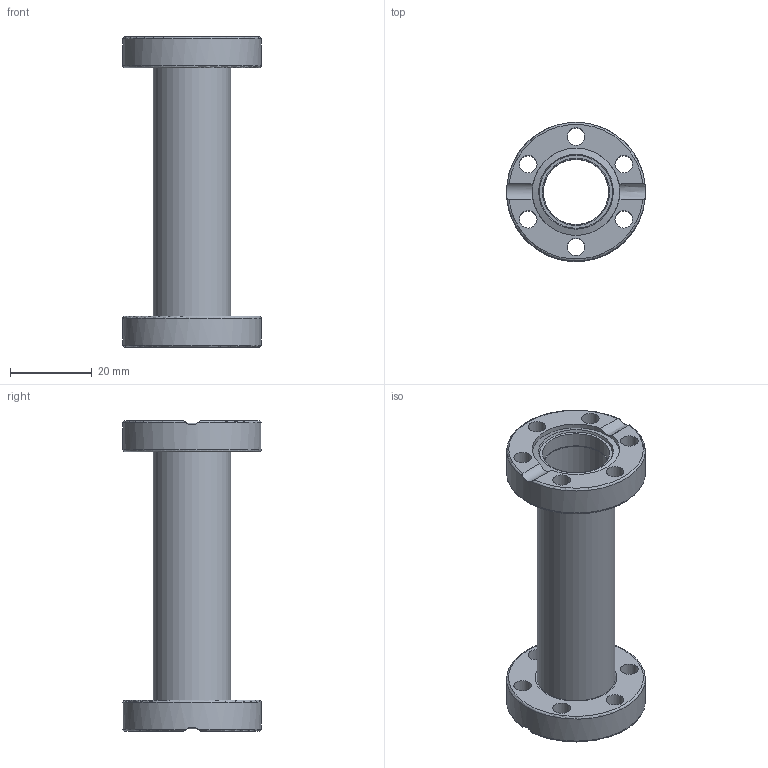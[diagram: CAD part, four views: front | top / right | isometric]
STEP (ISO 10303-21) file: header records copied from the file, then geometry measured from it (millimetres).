
FILE_DESCRIPTION((''),'2;1');
FILE_NAME('SC16-304.stp','2009-04-15T09:52:41',('hasers'),(''),'Autodesk Inventor 2008','Autodesk Inventor 2008','');
FILE_SCHEMA(('AUTOMOTIVE_DESIGN { 1 0 10303 214 1 1 1 1 }'));
Length unit declared in the file: millimetre
Products named in the file (3): SC16-304; CF-07 [Keywords [Summary]=1.4301][Company [Summary]=Vacom][Title [Summary]=F16B19]; Rohre [Subject [Summary]=normal][Keywords [Summary]=1.4301][Title [Summary]=19x1,5 (0,5m)]_1
Assembly tree (3 placements, depth 2):
  SC16-304
    CF-07 [Keywords [Summary]=1.4301][Company [Summary]=Vacom][Title [Summary]=F16B19]  x2
    Rohre [Subject [Summary]=normal][Keywords [Summary]=1.4301][Title [Summary]=19x1,5 (0,5m)]_1
Bounding box: 34 x 33.97 x 76 mm (x, y, z)
Volume: 13913.1 mm3; surface area: 13554.1 mm2
Topology: 3 solids, 3 shells, 50 faces, 131 edges, 89 vertices
Faces by surface type: bspline 14, cylinder 12, plane 12, torus 8, cone 4
Full cylindrical faces by diameter (mm): 16 x1, 16.5 x2, 19 x1, 19.1 x2, 21.4 x2, 34 x2
Entity records: 994 total; most frequent: CARTESIAN_POINT 346, DIRECTION 120, ORIENTED_EDGE 88, EDGE_LOOP 60, AXIS2_PLACEMENT_3D 58, EDGE_CURVE 44, VERTEX_POINT 38, FACE_BOUND 33
